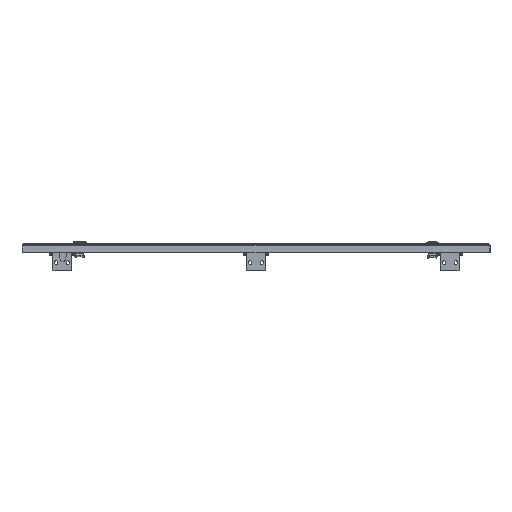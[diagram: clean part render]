
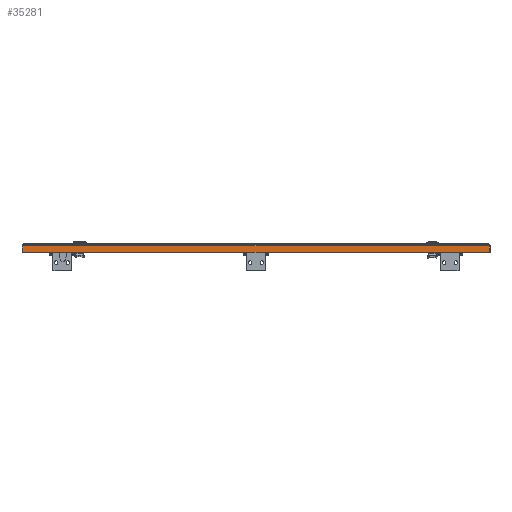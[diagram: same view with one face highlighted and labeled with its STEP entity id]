
A CAD part, left-side view. The second image highlights one B-rep face of the part: STEP entity #35281.
In plain terms, the highlighted planar face has unit normal (-1, 0, 0).
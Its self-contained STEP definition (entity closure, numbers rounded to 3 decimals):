
#610 = CARTESIAN_POINT ( 'NONE',  ( -394.5, -495.429, -2. ) ) ;
#2369 = LINE ( 'NONE', #60908, #5376 ) ;
#3103 = VERTEX_POINT ( 'NONE', #54891 ) ;
#4129 = EDGE_LOOP ( 'NONE', ( #56590, #22268, #25865, #18417 ) ) ;
#5376 = VECTOR ( 'NONE', #28838, 1000. ) ;
#8110 = DIRECTION ( 'NONE',  ( 0., -1., 0. ) ) ;
#8224 = EDGE_CURVE ( 'NONE', #8327, #36260, #48881, .T. ) ;
#8327 = VERTEX_POINT ( 'NONE', #48181 ) ;
#8615 = DIRECTION ( 'NONE',  ( 0., 0., -1. ) ) ;
#11421 = EDGE_CURVE ( 'NONE', #36260, #3103, #2369, .T. ) ;
#13234 = LINE ( 'NONE', #57251, #23308 ) ;
#14906 = EDGE_CURVE ( 'NONE', #63840, #8327, #66676, .T. ) ;
#18417 = ORIENTED_EDGE ( 'NONE', *, *, #8224, .F. ) ;
#20841 = PLANE ( 'NONE',  #42088 ) ;
#22268 = ORIENTED_EDGE ( 'NONE', *, *, #52132, .T. ) ;
#23308 = VECTOR ( 'NONE', #8615, 1000. ) ;
#25865 = ORIENTED_EDGE ( 'NONE', *, *, #11421, .F. ) ;
#26849 = DIRECTION ( 'NONE',  ( 1., 0., 0. ) ) ;
#28838 = DIRECTION ( 'NONE',  ( 0., 1., 0. ) ) ;
#34995 = VECTOR ( 'NONE', #43240, 1000. ) ;
#35281 = ADVANCED_FACE ( 'NONE', ( #64234 ), #20841, .F. ) ;
#36260 = VERTEX_POINT ( 'NONE', #38411 ) ;
#38411 = CARTESIAN_POINT ( 'NONE',  ( -394.5, -495.429, -18. ) ) ;
#42088 = AXIS2_PLACEMENT_3D ( 'NONE', #42363, #26849, #58583 ) ;
#42363 = CARTESIAN_POINT ( 'NONE',  ( -394.5, 0., 0. ) ) ;
#43240 = DIRECTION ( 'NONE',  ( 0., 0., -1. ) ) ;
#45795 = CARTESIAN_POINT ( 'NONE',  ( -394.5, 495.429, -4. ) ) ;
#46165 = CARTESIAN_POINT ( 'NONE',  ( -394.5, -497.5, -4. ) ) ;
#48181 = CARTESIAN_POINT ( 'NONE',  ( -394.5, -495.429, -4. ) ) ;
#48881 = LINE ( 'NONE', #610, #34995 ) ;
#52132 = EDGE_CURVE ( 'NONE', #63840, #3103, #13234, .T. ) ;
#54891 = CARTESIAN_POINT ( 'NONE',  ( -394.5, 495.429, -18. ) ) ;
#56590 = ORIENTED_EDGE ( 'NONE', *, *, #14906, .F. ) ;
#57251 = CARTESIAN_POINT ( 'NONE',  ( -394.5, 495.429, 0. ) ) ;
#58583 = DIRECTION ( 'NONE',  ( 0., 0., -1. ) ) ;
#59561 = VECTOR ( 'NONE', #8110, 1000. ) ;
#60908 = CARTESIAN_POINT ( 'NONE',  ( -394.5, -497.5, -18. ) ) ;
#63840 = VERTEX_POINT ( 'NONE', #45795 ) ;
#64234 = FACE_OUTER_BOUND ( 'NONE', #4129, .T. ) ;
#66676 = LINE ( 'NONE', #46165, #59561 ) ;
